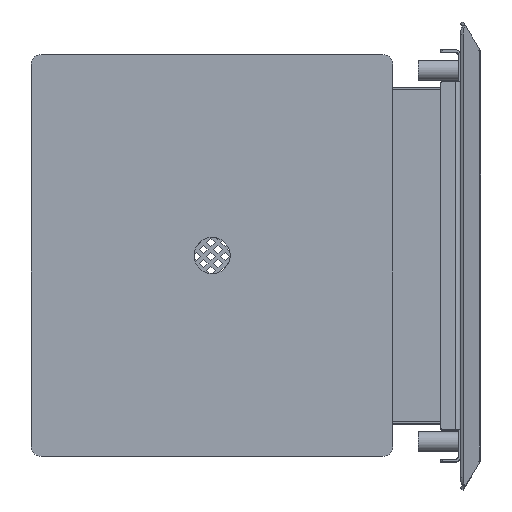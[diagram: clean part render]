
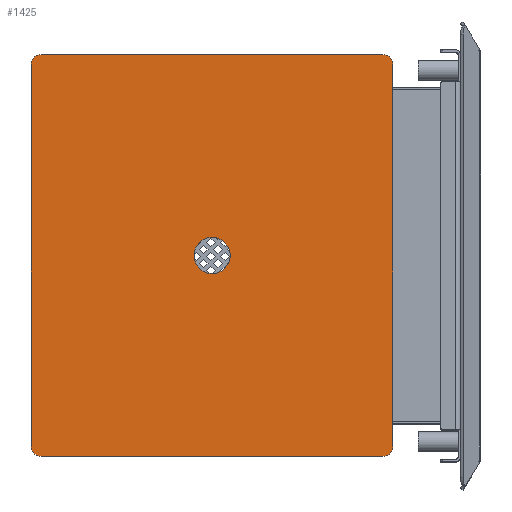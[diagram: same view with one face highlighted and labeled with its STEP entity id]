
A CAD part, top view. The second image highlights one B-rep face of the part: STEP entity #1425.
In plain terms, the highlighted planar face has unit normal (0, 0, 1).
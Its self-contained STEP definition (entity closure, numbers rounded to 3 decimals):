
#1425=ADVANCED_FACE('',(#12417,#12419),#12421,.T.);
#12417=FACE_BOUND('',#12418,.T.);
#12418=EDGE_LOOP('',(#39286,#39287,#39288,#39289,#39290,#39291,#39292,#39293));
#12419=FACE_BOUND('',#12420,.T.);
#12420=EDGE_LOOP('',(#39294));
#12421=PLANE('',#12422);
#12422=AXIS2_PLACEMENT_3D('',#12423,#12424,#12425);
#12423=CARTESIAN_POINT('',(0.,0.,1.5));
#12424=DIRECTION('',(0.,0.,1.));
#12425=DIRECTION('',(-1.,0.,0.));
#39286=ORIENTED_EDGE('',*,*,#58856,.T.);
#39287=ORIENTED_EDGE('',*,*,#58854,.T.);
#39288=ORIENTED_EDGE('',*,*,#58852,.T.);
#39289=ORIENTED_EDGE('',*,*,#58850,.T.);
#39290=ORIENTED_EDGE('',*,*,#58848,.T.);
#39291=ORIENTED_EDGE('',*,*,#58846,.T.);
#39292=ORIENTED_EDGE('',*,*,#58844,.T.);
#39293=ORIENTED_EDGE('',*,*,#58842,.T.);
#39294=ORIENTED_EDGE('',*,*,#58857,.T.);
#58842=EDGE_CURVE('',#69725,#69723,#69726,.T.);
#58844=EDGE_CURVE('',#69728,#69725,#69729,.T.);
#58846=EDGE_CURVE('',#69731,#69728,#69732,.T.);
#58848=EDGE_CURVE('',#69734,#69731,#69735,.T.);
#58850=EDGE_CURVE('',#69737,#69734,#69738,.T.);
#58852=EDGE_CURVE('',#69740,#69737,#69741,.T.);
#58854=EDGE_CURVE('',#69743,#69740,#69744,.T.);
#58856=EDGE_CURVE('',#69723,#69743,#69746,.T.);
#58857=EDGE_CURVE('',#69747,#69747,#69748,.F.);
#69723=VERTEX_POINT('',#93096);
#69725=VERTEX_POINT('',#93100);
#69726=CIRCLE('',#93101,5.);
#69728=VERTEX_POINT('',#93108);
#69729=LINE('',#93109,#93110);
#69731=VERTEX_POINT('',#93115);
#69732=CIRCLE('',#93116,5.);
#69734=VERTEX_POINT('',#93123);
#69735=LINE('',#93124,#93125);
#69737=VERTEX_POINT('',#93130);
#69738=CIRCLE('',#93131,5.);
#69740=VERTEX_POINT('',#93138);
#69741=LINE('',#93139,#93140);
#69743=VERTEX_POINT('',#93145);
#69744=CIRCLE('',#93146,5.);
#69746=LINE('',#93153,#93154);
#69747=VERTEX_POINT('',#93156);
#69748=CIRCLE('',#93157,9.);
#93096=CARTESIAN_POINT('',(-85.,-100.,1.5));
#93100=CARTESIAN_POINT('',(-90.,-95.,1.5));
#93101=AXIS2_PLACEMENT_3D('',#93102,#93103,#93104);
#93102=CARTESIAN_POINT('',(-85.,-95.,1.5));
#93103=DIRECTION('',(0.,0.,1.));
#93104=DIRECTION('',(-1.,0.,0.));
#93108=CARTESIAN_POINT('',(-90.,95.,1.5));
#93109=CARTESIAN_POINT('',(-90.,95.,1.5));
#93110=VECTOR('',#93111,1.);
#93111=DIRECTION('',(0.,-1.,0.));
#93115=CARTESIAN_POINT('',(-85.,100.,1.5));
#93116=AXIS2_PLACEMENT_3D('',#93117,#93118,#93119);
#93117=CARTESIAN_POINT('',(-85.,95.,1.5));
#93118=DIRECTION('',(0.,0.,1.));
#93119=DIRECTION('',(0.,1.,0.));
#93123=CARTESIAN_POINT('',(85.,100.,1.5));
#93124=CARTESIAN_POINT('',(85.,100.,1.5));
#93125=VECTOR('',#93126,1.);
#93126=DIRECTION('',(-1.,0.,0.));
#93130=CARTESIAN_POINT('',(90.,95.,1.5));
#93131=AXIS2_PLACEMENT_3D('',#93132,#93133,#93134);
#93132=CARTESIAN_POINT('',(85.,95.,1.5));
#93133=DIRECTION('',(0.,0.,1.));
#93134=DIRECTION('',(1.,0.,0.));
#93138=CARTESIAN_POINT('',(90.,-95.,1.5));
#93139=CARTESIAN_POINT('',(90.,-95.,1.5));
#93140=VECTOR('',#93141,1.);
#93141=DIRECTION('',(0.,1.,0.));
#93145=CARTESIAN_POINT('',(85.,-100.,1.5));
#93146=AXIS2_PLACEMENT_3D('',#93147,#93148,#93149);
#93147=CARTESIAN_POINT('',(85.,-95.,1.5));
#93148=DIRECTION('',(0.,0.,1.));
#93149=DIRECTION('',(0.,-1.,0.));
#93153=CARTESIAN_POINT('',(-85.,-100.,1.5));
#93154=VECTOR('',#93155,1.);
#93155=DIRECTION('',(1.,0.,0.));
#93156=CARTESIAN_POINT('',(0.,-9.,1.5));
#93157=AXIS2_PLACEMENT_3D('',#93158,#93159,#93160);
#93158=CARTESIAN_POINT('',(0.,0.,1.5));
#93159=DIRECTION('',(0.,0.,1.));
#93160=DIRECTION('',(0.,-1.,0.));
